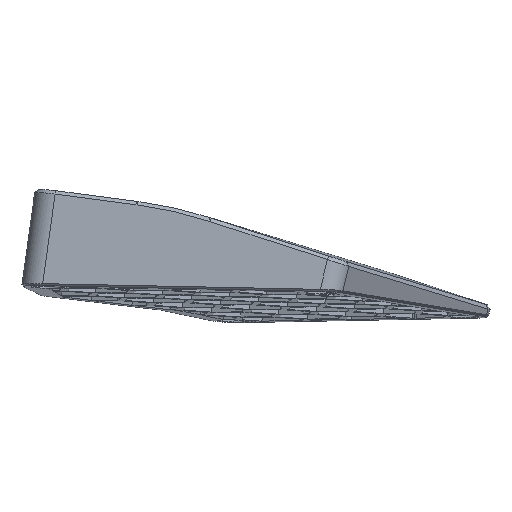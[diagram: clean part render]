
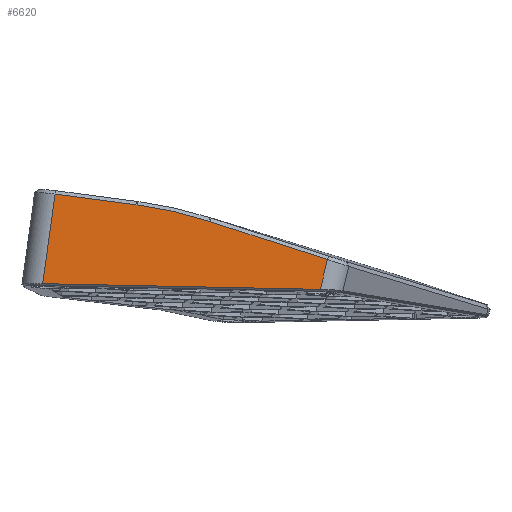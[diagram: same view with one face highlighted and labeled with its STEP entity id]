
A CAD part, top view. The second image highlights one B-rep face of the part: STEP entity #6620.
In plain terms, the highlighted planar face has unit normal (-0.077, 0.082, 0.994).
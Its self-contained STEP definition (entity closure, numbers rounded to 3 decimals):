
#264=PLANE('',#7003);
#590=FACE_OUTER_BOUND('',#977,.T.);
#977=EDGE_LOOP('',(#4700,#4701,#4702,#4703,#4704,#4705,#4706,#4707,#4708,
#4709));
#1411=B_SPLINE_CURVE_WITH_KNOTS('',3,(#9671,#9672,#9673,#9674),
 .UNSPECIFIED.,.F.,.F.,(4,4),(1.63,1.648),
 .UNSPECIFIED.);
#1425=B_SPLINE_CURVE_WITH_KNOTS('',3,(#9827,#9828,#9829,#9830),
 .UNSPECIFIED.,.F.,.F.,(4,4),(-0.921,-0.907),
 .UNSPECIFIED.);
#1426=B_SPLINE_CURVE_WITH_KNOTS('',3,(#9834,#9835,#9836,#9837),
 .UNSPECIFIED.,.F.,.F.,(4,4),(-0.103,-0.069),
 .UNSPECIFIED.);
#1427=B_SPLINE_CURVE_WITH_KNOTS('',3,(#9839,#9840,#9841,#9842),
 .UNSPECIFIED.,.F.,.F.,(4,4),(-1.57,-1.381),
 .UNSPECIFIED.);
#1428=B_SPLINE_CURVE_WITH_KNOTS('',3,(#9844,#9845,#9846,#9847),
 .UNSPECIFIED.,.F.,.F.,(4,4),(-1.573,-1.57),
 .UNSPECIFIED.);
#1475=LINE('',#9393,#2237);
#1494=LINE('',#9825,#2256);
#1495=LINE('',#9832,#2257);
#1496=LINE('',#9849,#2258);
#1497=LINE('',#9850,#2259);
#2237=VECTOR('',#7523,10.);
#2256=VECTOR('',#7550,10.);
#2257=VECTOR('',#7551,10.);
#2258=VECTOR('',#7552,10.);
#2259=VECTOR('',#7553,10.);
#3002=VERTEX_POINT('',#9386);
#3005=VERTEX_POINT('',#9391);
#3006=VERTEX_POINT('',#9414);
#3030=VERTEX_POINT('',#9824);
#3031=VERTEX_POINT('',#9826);
#3032=VERTEX_POINT('',#9831);
#3033=VERTEX_POINT('',#9833);
#3034=VERTEX_POINT('',#9838);
#3035=VERTEX_POINT('',#9843);
#3036=VERTEX_POINT('',#9848);
#3648=EDGE_CURVE('',#3005,#3002,#1475,.T.);
#3683=EDGE_CURVE('',#3006,#3005,#1411,.T.);
#3697=EDGE_CURVE('',#3006,#3030,#1494,.T.);
#3698=EDGE_CURVE('',#3031,#3030,#1425,.T.);
#3699=EDGE_CURVE('',#3032,#3031,#1495,.T.);
#3700=EDGE_CURVE('',#3033,#3032,#1426,.T.);
#3701=EDGE_CURVE('',#3034,#3033,#1427,.T.);
#3702=EDGE_CURVE('',#3035,#3034,#1428,.T.);
#3703=EDGE_CURVE('',#3036,#3035,#1496,.T.);
#3704=EDGE_CURVE('',#3036,#3002,#1497,.T.);
#4700=ORIENTED_EDGE('',*,*,#3648,.F.);
#4701=ORIENTED_EDGE('',*,*,#3683,.F.);
#4702=ORIENTED_EDGE('',*,*,#3697,.T.);
#4703=ORIENTED_EDGE('',*,*,#3698,.F.);
#4704=ORIENTED_EDGE('',*,*,#3699,.F.);
#4705=ORIENTED_EDGE('',*,*,#3700,.F.);
#4706=ORIENTED_EDGE('',*,*,#3701,.F.);
#4707=ORIENTED_EDGE('',*,*,#3702,.F.);
#4708=ORIENTED_EDGE('',*,*,#3703,.F.);
#4709=ORIENTED_EDGE('',*,*,#3704,.T.);
#6620=ADVANCED_FACE('',(#590),#264,.T.);
#7003=AXIS2_PLACEMENT_3D('',#9823,#7548,#7549);
#7523=DIRECTION('',(-0.997,0.021,-0.079));
#7548=DIRECTION('center_axis',(-0.077,0.082,0.994));
#7549=DIRECTION('ref_axis',(0.219,0.974,-0.063));
#7550=DIRECTION('',(0.233,0.97,-0.062));
#7551=DIRECTION('',(0.947,-0.306,0.098));
#7552=DIRECTION('',(0.988,-0.13,0.087));
#7553=DIRECTION('',(-0.137,-0.988,0.071));
#9386=CARTESIAN_POINT('',(-9.381,-15.082,-14.495));
#9391=CARTESIAN_POINT('',(65.063,-16.619,-8.613));
#9393=CARTESIAN_POINT('',(34.01,-15.978,-11.066));
#9414=CARTESIAN_POINT('',(65.169,-16.621,-8.604));
#9671=CARTESIAN_POINT('Ctrl Pts',(65.169,-16.621,-8.604));
#9672=CARTESIAN_POINT('Ctrl Pts',(65.134,-16.621,-8.607));
#9673=CARTESIAN_POINT('Ctrl Pts',(65.099,-16.62,-8.61));
#9674=CARTESIAN_POINT('Ctrl Pts',(65.063,-16.619,-8.613));
#9823=CARTESIAN_POINT('Origin',(28.864,-9.972,-11.958));
#9824=CARTESIAN_POINT('',(67.093,-8.616,-9.113));
#9825=CARTESIAN_POINT('',(65.318,-16.003,-8.644));
#9826=CARTESIAN_POINT('',(67.014,-8.591,-9.122));
#9827=CARTESIAN_POINT('Ctrl Pts',(67.014,-8.591,-9.122));
#9828=CARTESIAN_POINT('Ctrl Pts',(67.04,-8.599,-9.119));
#9829=CARTESIAN_POINT('Ctrl Pts',(67.066,-8.608,-9.116));
#9830=CARTESIAN_POINT('Ctrl Pts',(67.093,-8.616,-9.113));
#9831=CARTESIAN_POINT('',(35.527,1.596,-12.394));
#9832=CARTESIAN_POINT('',(36.177,1.386,-12.326));
#9833=CARTESIAN_POINT('',(35.199,1.702,-12.428));
#9834=CARTESIAN_POINT('Ctrl Pts',(35.199,1.702,-12.428));
#9835=CARTESIAN_POINT('Ctrl Pts',(35.308,1.667,-12.416));
#9836=CARTESIAN_POINT('Ctrl Pts',(35.418,1.632,-12.405));
#9837=CARTESIAN_POINT('Ctrl Pts',(35.527,1.596,-12.394));
#9838=CARTESIAN_POINT('',(15.991,6.067,-14.271));
#9839=CARTESIAN_POINT('Ctrl Pts',(15.991,6.067,-14.271));
#9840=CARTESIAN_POINT('Ctrl Pts',(22.515,5.186,-13.695));
#9841=CARTESIAN_POINT('Ctrl Pts',(28.956,3.722,-13.076));
#9842=CARTESIAN_POINT('Ctrl Pts',(35.199,1.702,-12.428));
#9843=CARTESIAN_POINT('',(15.647,6.113,-14.302));
#9844=CARTESIAN_POINT('Ctrl Pts',(15.647,6.113,-14.302));
#9845=CARTESIAN_POINT('Ctrl Pts',(15.762,6.098,-14.292));
#9846=CARTESIAN_POINT('Ctrl Pts',(15.877,6.083,-14.282));
#9847=CARTESIAN_POINT('Ctrl Pts',(15.991,6.067,-14.271));
#9848=CARTESIAN_POINT('',(-6.057,8.976,-16.215));
#9849=CARTESIAN_POINT('',(39.11,3.019,-12.233));
#9850=CARTESIAN_POINT('',(-7.907,-4.41,-15.258));
